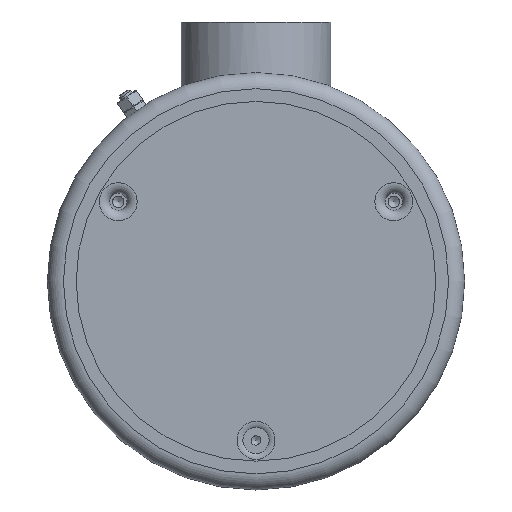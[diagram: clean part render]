
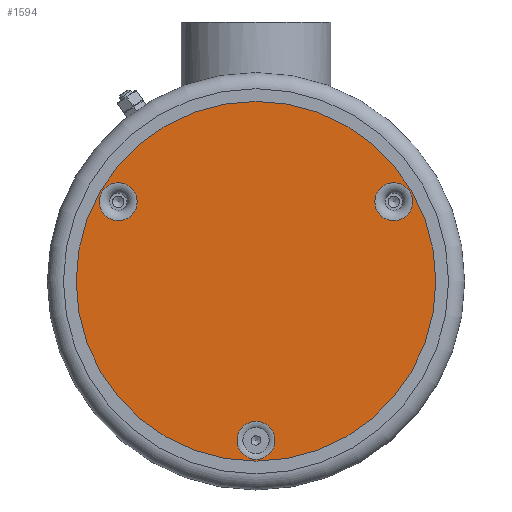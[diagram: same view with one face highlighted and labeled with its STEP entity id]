
A CAD part, top view. The second image highlights one B-rep face of the part: STEP entity #1594.
In plain terms, the highlighted face is planar.
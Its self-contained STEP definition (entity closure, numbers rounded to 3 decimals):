
#1594=ADVANCED_FACE('',(#8067,#8069,#8071,#8073),#8075,.T.);
#8067=FACE_BOUND('',#8068,.T.);
#8068=EDGE_LOOP('',(#8893));
#8069=FACE_BOUND('',#8070,.T.);
#8070=EDGE_LOOP('',(#8894));
#8071=FACE_BOUND('',#8072,.T.);
#8072=EDGE_LOOP('',(#8895));
#8073=FACE_BOUND('',#8074,.T.);
#8074=EDGE_LOOP('',(#8896));
#8075=PLANE('',#8076);
#8076=AXIS2_PLACEMENT_3D('',#8077,#8078,#8079);
#8077=CARTESIAN_POINT('',(0.,0.,0.));
#8078=DIRECTION('',(0.,0.,-1.));
#8079=DIRECTION('',(0.,1.,0.));
#8893=ORIENTED_EDGE('',*,*,#9276,.T.);
#8894=ORIENTED_EDGE('',*,*,#9277,.T.);
#8895=ORIENTED_EDGE('',*,*,#9278,.T.);
#8896=ORIENTED_EDGE('',*,*,#9279,.F.);
#9276=EDGE_CURVE('',#9928,#9928,#9929,.T.);
#9277=EDGE_CURVE('',#9930,#9930,#9931,.F.);
#9278=EDGE_CURVE('',#9932,#9932,#9933,.F.);
#9279=EDGE_CURVE('',#9934,#9934,#9935,.T.);
#9928=VERTEX_POINT('',#15902);
#9929=CIRCLE('',#15903,78.);
#9930=VERTEX_POINT('',#15907);
#9931=CIRCLE('',#15908,8.222);
#9932=VERTEX_POINT('',#15912);
#9933=CIRCLE('',#15913,8.222);
#9934=VERTEX_POINT('',#15917);
#9935=CIRCLE('',#15918,8.222);
#15902=CARTESIAN_POINT('',(0.,78.,0.));
#15903=AXIS2_PLACEMENT_3D('',#15904,#15905,#15906);
#15904=CARTESIAN_POINT('',(0.,0.,0.));
#15905=DIRECTION('',(0.,0.,-1.));
#15906=DIRECTION('',(0.,1.,0.));
#15907=CARTESIAN_POINT('',(55.645,41.621,0.));
#15908=AXIS2_PLACEMENT_3D('',#15909,#15910,#15911);
#15909=CARTESIAN_POINT('',(59.756,34.5,0.));
#15910=DIRECTION('',(0.,0.,-1.));
#15911=DIRECTION('',(-0.5,0.866,0.));
#15912=CARTESIAN_POINT('',(-63.867,27.379,0.));
#15913=AXIS2_PLACEMENT_3D('',#15914,#15915,#15916);
#15914=CARTESIAN_POINT('',(-59.756,34.5,0.));
#15915=DIRECTION('',(0.,0.,-1.));
#15916=DIRECTION('',(-0.5,-0.866,0.));
#15917=CARTESIAN_POINT('',(8.222,-69.,0.));
#15918=AXIS2_PLACEMENT_3D('',#15919,#15920,#15921);
#15919=CARTESIAN_POINT('',(0.,-69.,0.));
#15920=DIRECTION('',(0.,0.,-1.));
#15921=DIRECTION('',(1.,0.,0.));
